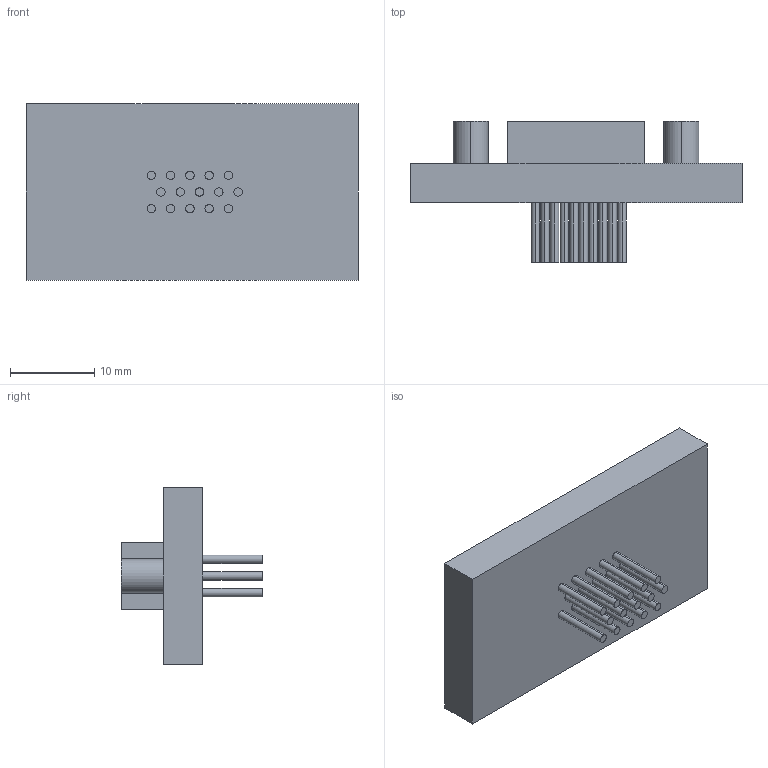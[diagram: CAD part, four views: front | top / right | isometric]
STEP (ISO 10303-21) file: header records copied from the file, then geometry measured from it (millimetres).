
FILE_DESCRIPTION (( 'STEP AP214' ), '1' );
FILE_NAME ('Assmann_Panel_Mount_VGA_Male.STEP', '2009-02-24T08:26:14', ( '' ), ( '' ), 'SwSTEP 2.0', 'SolidWorks 2007', '' );
FILE_SCHEMA (( 'AUTOMOTIVE_DESIGN' ));
Length unit declared in the file: millimetre
Products named in the file (1): Assmann_Panel_Mount_VGA_Male
Bounding box: 39.4 x 16.75 x 21 mm (x, y, z)
Volume: 4241.7 mm3; surface area: 3381.9 mm2
Topology: 1 solids, 1 shells, 112 faces, 228 edges, 152 vertices
Faces by surface type: cylinder 64, plane 48
Entity records: 4178 total; most frequent: DIRECTION 582, CARTESIAN_POINT 493, ORIENTED_EDGE 456, AXIS2_PLACEMENT_3D 241, EDGE_CURVE 228, VERTEX_POINT 152, EDGE_LOOP 146, CIRCLE 128
